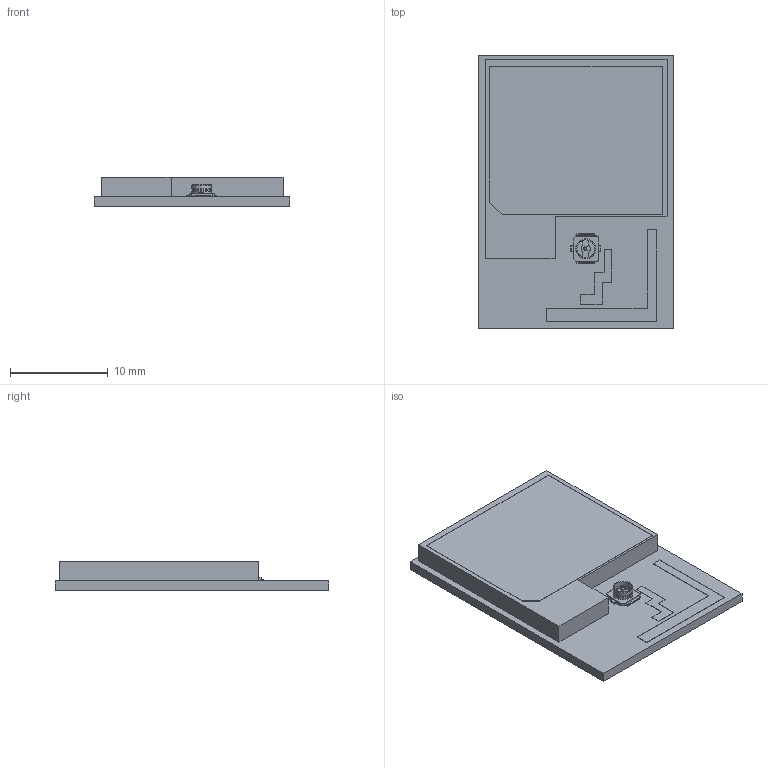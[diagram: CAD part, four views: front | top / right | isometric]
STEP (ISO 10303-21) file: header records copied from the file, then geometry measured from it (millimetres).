
FILE_DESCRIPTION(/* description */ (''),/* implementation_level */ '2;1');
FILE_NAME(/* name */ 'P2.step',/* time_stamp */ '2023-06-06T09:52:05-07:00',/* author */ (''),/* organization */ (''),/* preprocessor_version */ 'ST-DEVELOPER v19.2',/* originating_system */ 'Autodesk Translation Framework v12.6.0.85',/* authorisation */ '');
FILE_SCHEMA (('AUTOMOTIVE_DESIGN { 1 0 10303 214 3 1 1 }'));
Length unit declared in the file: millimetre
Products named in the file (2): P2; uFL
Assembly tree (1 placements, depth 2):
  P2
    uFL
Bounding box: 20 x 28 x 3.06 mm (x, y, z)
Volume: 1229.8 mm3; surface area: 2752.4 mm2
Topology: 85 solids, 85 shells, 562 faces, 1156 edges, 767 vertices
Faces by surface type: plane 532, cylinder 23, torus 4, cone 3
Full cylindrical faces by diameter (mm): 0.45 x1, 1.8 x1, 1.95 x1, 2 x2
Entity records: 14624 total; most frequent: CARTESIAN_POINT 2488, DIRECTION 2343, ORIENTED_EDGE 2312, EDGE_CURVE 1156, LINE 1099, VECTOR 1099, VERTEX_POINT 767, AXIS2_PLACEMENT_3D 622
